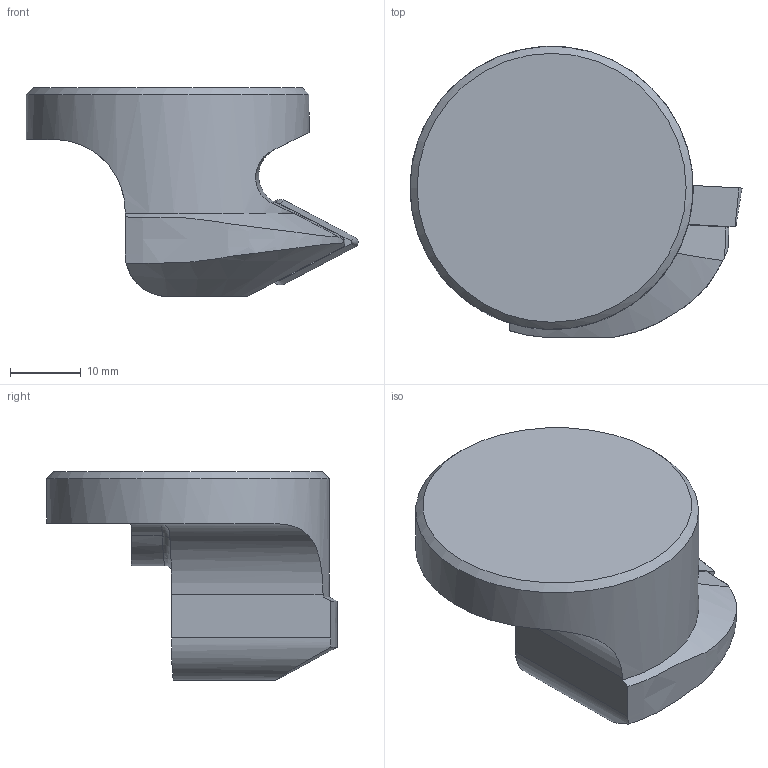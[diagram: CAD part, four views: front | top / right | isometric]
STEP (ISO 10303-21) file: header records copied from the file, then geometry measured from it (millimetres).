
FILE_DESCRIPTION(/* description */ (''),/* implementation_level */ '2;1');
FILE_NAME(/* name */ '1573454993283.stp',/* time_stamp */ '2019-11-11T12:20:03+06:00',/* author */ (''),/* organization */ ('SMS'),/* preprocessor_version */ 'ST-DEVELOPER v16.7',/* originating_system */ 'SIEMENS PLM Software NX 12.0',/* authorisation */ '');
FILE_SCHEMA (('AUTOMOTIVE_DESIGN { 1 0 10303 214 3 1 1 1 }'));
Length unit declared in the file: millimetre
Products named in the file (4): ASSEMBLY_CONSTRUCTION; 202599669mod000_00; 202614979mod000_00; 202614980mod000_00
Assembly tree (3 placements, depth 2):
  202614980mod000_00
    202614979mod000_00
    202599669mod000_00
    ASSEMBLY_CONSTRUCTION
Bounding box: 46.9 x 41.08 x 29.51 mm (x, y, z)
Volume: 19400.3 mm3; surface area: 5893.9 mm2
Topology: 2 solids, 2 shells, 68 faces, 179 edges, 124 vertices
Faces by surface type: plane 35, cylinder 20, cone 8, torus 4, extrusion 1
Full cylindrical faces by diameter (mm): 6.141 x2, 40 x1
Entity records: 2529 total; most frequent: CARTESIAN_POINT 658, DIRECTION 372, ORIENTED_EDGE 346, EDGE_CURVE 173, AXIS2_PLACEMENT_3D 139, VERTEX_POINT 114, VECTOR 94, LINE 93
